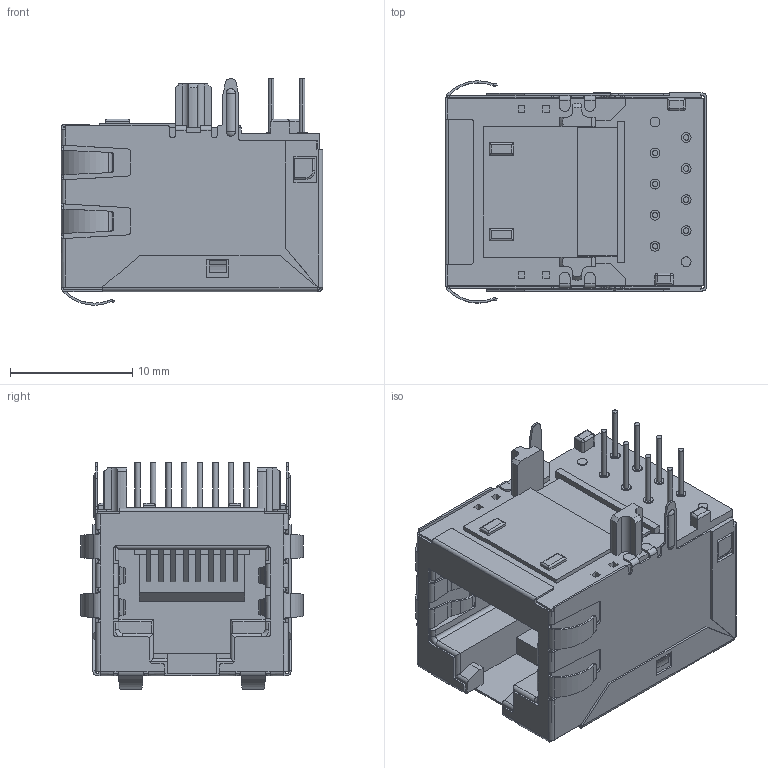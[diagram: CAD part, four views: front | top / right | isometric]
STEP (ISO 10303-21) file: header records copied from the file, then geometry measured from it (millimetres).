
FILE_DESCRIPTION((''),'2;1');
FILE_NAME('934628320','2017-01-09T',('ksrinivasara'),(''),'PRO/ENGINEER BY PARAMETRIC TECHNOLOGY CORPORATION, 2012310','PRO/ENGINEER BY PARAMETRIC TECHNOLOGY CORPORATION, 2012310','');
FILE_SCHEMA(('CONFIG_CONTROL_DESIGN'));
Length unit declared in the file: millimetre
Products named in the file (1): 934628320
Bounding box: 21.37 x 18.15 x 18.5 mm (x, y, z)
Volume: 3385.5 mm3; surface area: 4155.6 mm2
Topology: 1 solids, 1 shells, 762 faces, 2203 edges, 1446 vertices
Faces by surface type: plane 471, cylinder 261, bspline 10, torus 8, sphere 8, cone 4
Entity records: 25719 total; most frequent: CARTESIAN_POINT 5798, ORIENTED_EDGE 4342, DIRECTION 3853, EDGE_CURVE 2171, VECTOR 1501, LINE 1501, VERTEX_POINT 1422, AXIS2_PLACEMENT_3D 1176
